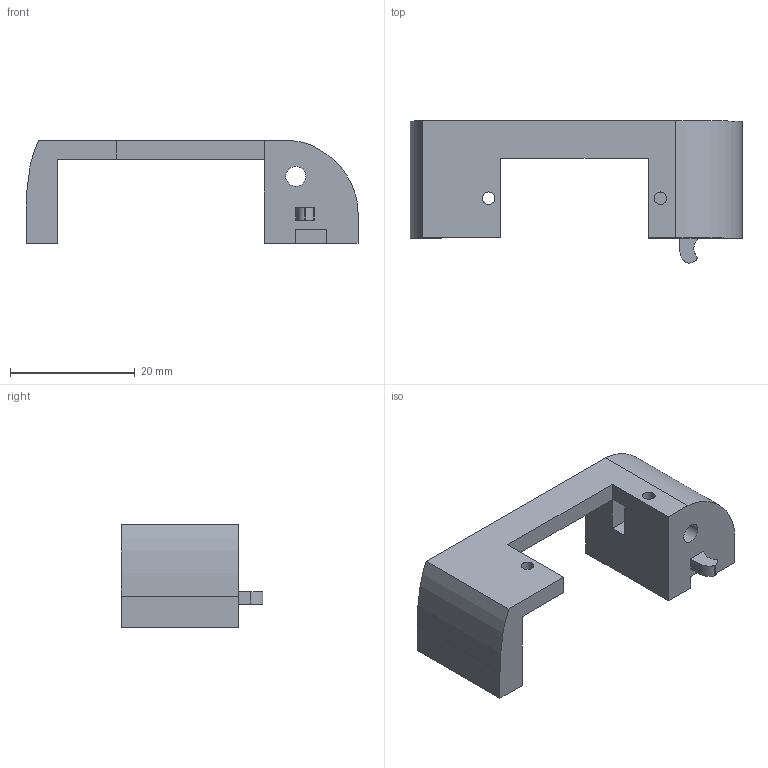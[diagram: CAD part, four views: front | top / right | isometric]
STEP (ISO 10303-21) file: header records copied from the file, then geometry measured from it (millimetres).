
FILE_DESCRIPTION (( 'STEP AP203' ), '1' );
FILE_NAME ('arm-servo-bracket-left.STEP', '2019-10-22T11:27:20', ( '' ), ( '' ), 'SwSTEP 2.0', 'SolidWorks 2013', '' );
FILE_SCHEMA (( 'CONFIG_CONTROL_DESIGN' ));
Length unit declared in the file: millimetre
Products named in the file (1): arm-servo-bracket-left
Bounding box: 53.2 x 22.75 x 16.5 mm (x, y, z)
Volume: 6095.1 mm3; surface area: 3654.1 mm2
Topology: 1 solids, 1 shells, 40 faces, 108 edges, 72 vertices
Faces by surface type: plane 28, cylinder 8, bspline 4
Entity records: 1373 total; most frequent: CARTESIAN_POINT 285, ORIENTED_EDGE 216, DIRECTION 190, EDGE_CURVE 108, VECTOR 84, LINE 84, VERTEX_POINT 72, AXIS2_PLACEMENT_3D 53
